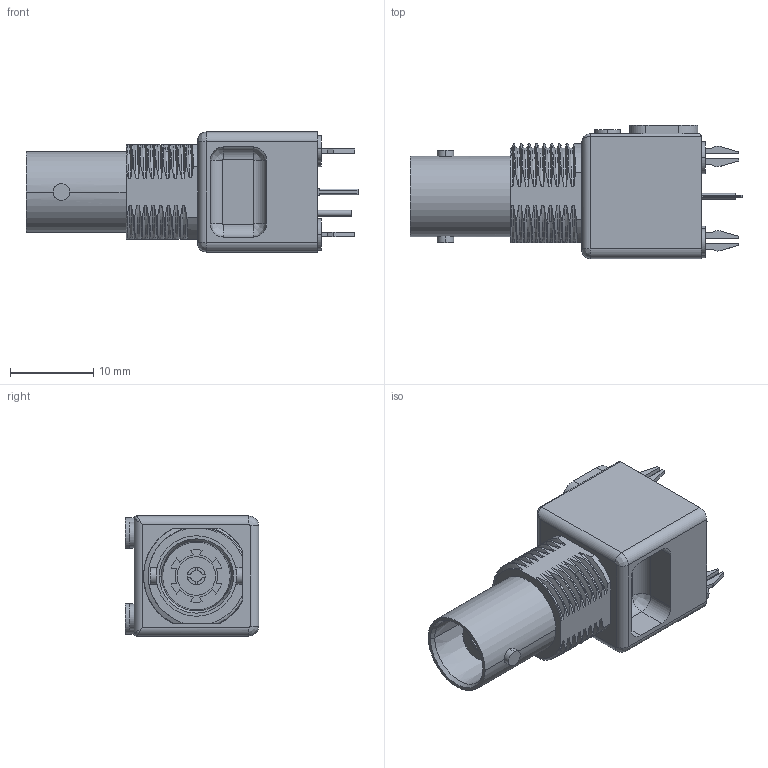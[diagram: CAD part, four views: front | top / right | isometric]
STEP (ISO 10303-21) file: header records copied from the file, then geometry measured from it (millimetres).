
FILE_DESCRIPTION((''),'2;1');
FILE_NAME('112488_SW0001','2020-05-18T10:26:25',('Kaviyarasan'),(''),'CREO PARAMETRIC BY PTC INC, 2019444','CREO PARAMETRIC BY PTC INC, 2019444','');
FILE_SCHEMA(('CONFIG_CONTROL_DESIGN'));
Length unit declared in the file: millimetre
Products named in the file (1): 112488_SW0001
Bounding box: 39.82 x 15.99 x 14.4 mm (x, y, z)
Volume: 3535.6 mm3; surface area: 3038.5 mm2
Topology: 1 solids, 1 shells, 354 faces, 965 edges, 634 vertices
Faces by surface type: cylinder 130, plane 124, bspline 89, cone 8, torus 3
Entity records: 15981 total; most frequent: CARTESIAN_POINT 7564, ORIENTED_EDGE 1930, DIRECTION 1451, EDGE_CURVE 965, VERTEX_POINT 634, VECTOR 501, LINE 501, AXIS2_PLACEMENT_3D 475
